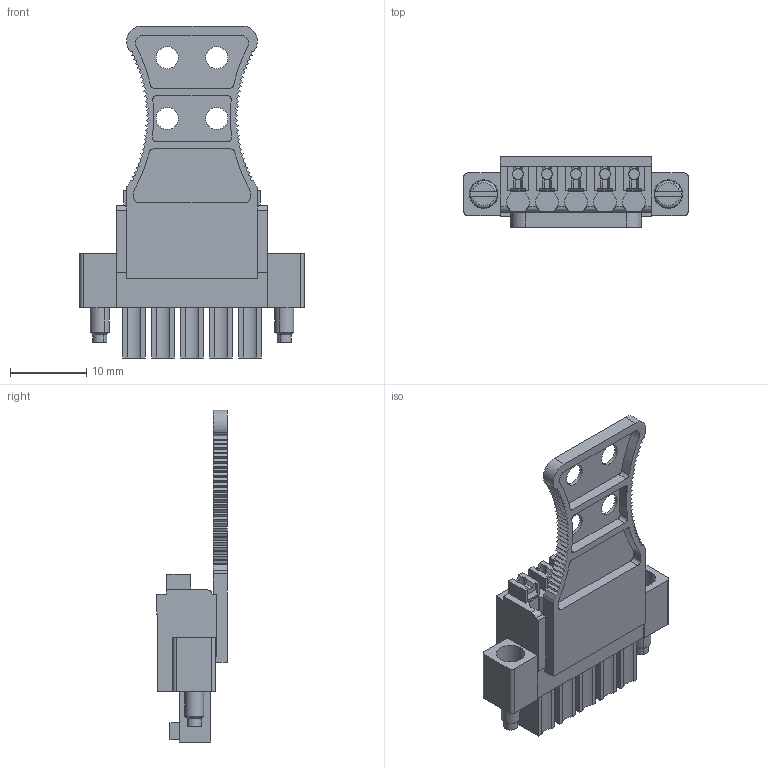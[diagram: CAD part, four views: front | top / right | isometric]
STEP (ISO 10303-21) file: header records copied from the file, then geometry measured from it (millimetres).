
FILE_DESCRIPTION(('CATIA V5 STEP Exchange','CAx-IF Rec.Pracs.--- Model Styling and Organization---1.2---2011-12-15'),'2;1');
FILE_NAME ('D1450036_0', '2018-09-11T13:00:27+00:00', ('none'), ('Weidmueller'), 'CATIA Version 5-6 Release 2014', 'CATIA V5 STEP AP214', 'none');
FILE_SCHEMA(('AUTOMOTIVE_DESIGN { 1 0 10303 214 1 1 1 1 }'));
Length unit declared in the file: millimetre
Products named in the file (1): 1235970000
Bounding box: 29.44 x 9.3 x 43.6 mm (x, y, z)
Volume: 3202.8 mm3; surface area: 3854.7 mm2
Topology: 9 solids, 9 shells, 503 faces, 1357 edges, 896 vertices
Faces by surface type: plane 380, cylinder 93, cone 18, torus 12
Entity records: 14703 total; most frequent: CARTESIAN_POINT 2787, ORIENTED_EDGE 2714, DIRECTION 1972, EDGE_CURVE 1357, VECTOR 1050, LINE 1050, VERTEX_POINT 896, AXIS2_PLACEMENT_3D 593
